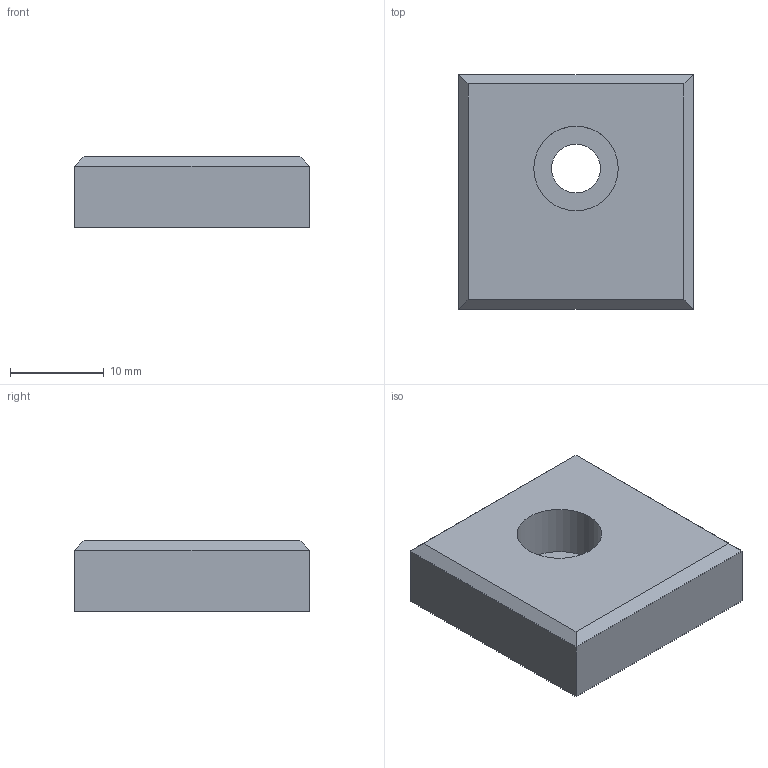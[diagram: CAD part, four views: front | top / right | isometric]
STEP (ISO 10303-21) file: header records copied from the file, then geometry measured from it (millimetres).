
FILE_DESCRIPTION(/* description */ (''),/* implementation_level */ '2;1');
FILE_NAME(/* name */ 'x4_Feet.step',/* time_stamp */ '2019-09-02T15:23:36-04:00',/* author */ (''),/* organization */ (''),/* preprocessor_version */ 'ST-DEVELOPER v18',/* originating_system */ 'Autodesk Translation Framework v8.6.0.1094',/* authorisation */ '');
FILE_SCHEMA (('AUTOMOTIVE_DESIGN { 1 0 10303 214 3 1 1 }'));
Length unit declared in the file: millimetre
Products named in the file (1): x4_Feet
Bounding box: 25 x 25 x 7.5 mm (x, y, z)
Volume: 4246.5 mm3; surface area: 2085.5 mm2
Topology: 1 solids, 1 shells, 13 faces, 26 edges, 16 vertices
Faces by surface type: plane 11, cylinder 2
Full cylindrical faces by diameter (mm): 5.2 x1, 9 x1
Entity records: 376 total; most frequent: DIRECTION 58, CARTESIAN_POINT 56, ORIENTED_EDGE 52, EDGE_CURVE 26, LINE 22, VECTOR 22, AXIS2_PLACEMENT_3D 18, EDGE_LOOP 16
